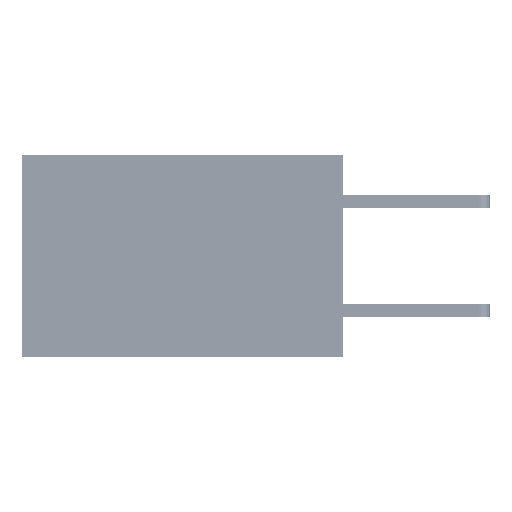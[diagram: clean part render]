
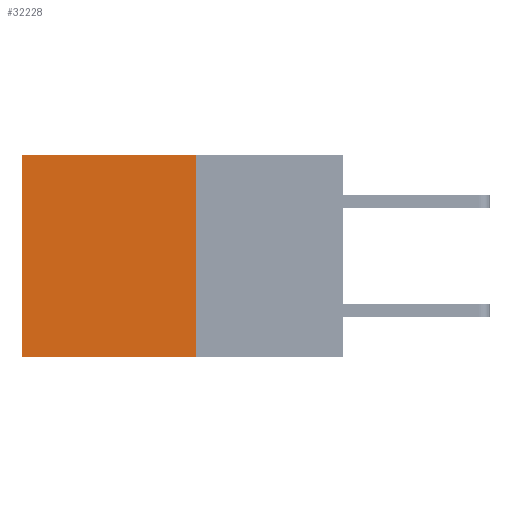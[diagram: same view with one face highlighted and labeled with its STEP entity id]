
A CAD part, left-side view. The second image highlights one B-rep face of the part: STEP entity #32228.
In plain terms, the highlighted planar face has unit normal (-1, 0, 0).
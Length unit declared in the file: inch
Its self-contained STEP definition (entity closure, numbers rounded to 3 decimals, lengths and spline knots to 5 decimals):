
#606 = VECTOR ( 'NONE', #19755, 39.37008 ) ;
#834 = VERTEX_POINT ( 'NONE', #4890 ) ;
#948 = CARTESIAN_POINT ( 'NONE',  ( 0.277, 0.59, -0.37 ) ) ;
#1774 = CARTESIAN_POINT ( 'NONE',  ( 0.277, 0.59, 0. ) ) ;
#2267 = DIRECTION ( 'NONE',  ( 0., 0., -1. ) ) ;
#2538 = VERTEX_POINT ( 'NONE', #30039 ) ;
#2585 = EDGE_CURVE ( 'NONE', #28555, #2538, #11335, .T. ) ;
#2615 = DIRECTION ( 'NONE',  ( 0., 0., -1. ) ) ;
#4844 = EDGE_LOOP ( 'NONE', ( #21560, #31221, #20301, #8473 ) ) ;
#4890 = CARTESIAN_POINT ( 'NONE',  ( 0.277, 0.27, 0. ) ) ;
#5627 = AXIS2_PLACEMENT_3D ( 'NONE', #31797, #18416, #2267 ) ;
#6880 = LINE ( 'NONE', #948, #606 ) ;
#8473 = ORIENTED_EDGE ( 'NONE', *, *, #32631, .T. ) ;
#10148 = VECTOR ( 'NONE', #2615, 39.37008 ) ;
#11335 = LINE ( 'NONE', #26547, #24838 ) ;
#16060 = CARTESIAN_POINT ( 'NONE',  ( 0.277, 0.27, -0.37 ) ) ;
#16188 = VERTEX_POINT ( 'NONE', #1774 ) ;
#18416 = DIRECTION ( 'NONE',  ( 1., 0., 0. ) ) ;
#19755 = DIRECTION ( 'NONE',  ( 0., 0., -1. ) ) ;
#20301 = ORIENTED_EDGE ( 'NONE', *, *, #32890, .F. ) ;
#21560 = ORIENTED_EDGE ( 'NONE', *, *, #23486, .T. ) ;
#22640 = DIRECTION ( 'NONE',  ( 0., 1., 0. ) ) ;
#23486 = EDGE_CURVE ( 'NONE', #16188, #2538, #6880, .T. ) ;
#24838 = VECTOR ( 'NONE', #25704, 39.37008 ) ;
#24868 = CARTESIAN_POINT ( 'NONE',  ( 0.277, 0.27, -0.37 ) ) ;
#25704 = DIRECTION ( 'NONE',  ( 0., 1., 0. ) ) ;
#25780 = LINE ( 'NONE', #27920, #32044 ) ;
#25817 = FACE_OUTER_BOUND ( 'NONE', #4844, .T. ) ;
#26419 = PLANE ( 'NONE',  #5627 ) ;
#26547 = CARTESIAN_POINT ( 'NONE',  ( 0.277, 0.27, -0.37 ) ) ;
#27920 = CARTESIAN_POINT ( 'NONE',  ( 0.277, 0.27, 0. ) ) ;
#28555 = VERTEX_POINT ( 'NONE', #24868 ) ;
#30039 = CARTESIAN_POINT ( 'NONE',  ( 0.277, 0.59, -0.37 ) ) ;
#31221 = ORIENTED_EDGE ( 'NONE', *, *, #2585, .F. ) ;
#31629 = LINE ( 'NONE', #16060, #10148 ) ;
#31797 = CARTESIAN_POINT ( 'NONE',  ( 0.277, 0.27, -0.37 ) ) ;
#32044 = VECTOR ( 'NONE', #22640, 39.37008 ) ;
#32228 = ADVANCED_FACE ( 'NONE', ( #25817 ), #26419, .F. ) ;
#32631 = EDGE_CURVE ( 'NONE', #834, #16188, #25780, .T. ) ;
#32890 = EDGE_CURVE ( 'NONE', #834, #28555, #31629, .T. ) ;
